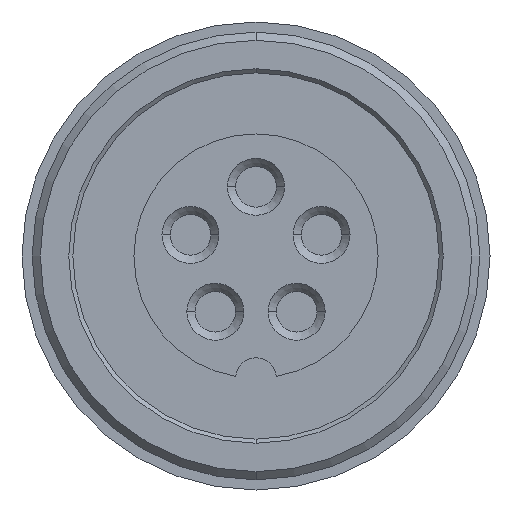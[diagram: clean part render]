
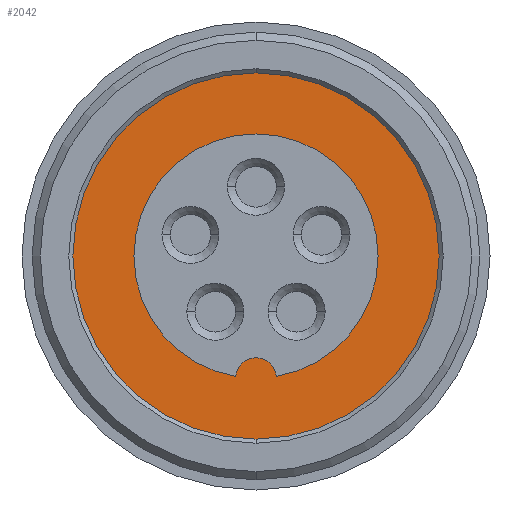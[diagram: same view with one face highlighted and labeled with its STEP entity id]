
A CAD part, front view. The second image highlights one B-rep face of the part: STEP entity #2042.
In plain terms, the highlighted planar face has unit normal (0, -1, 0).
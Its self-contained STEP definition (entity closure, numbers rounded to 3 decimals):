
#278=CARTESIAN_POINT('',(0.,-5.,0.));
#279=DIRECTION('',(0.,-1.,0.));
#280=DIRECTION('',(0.,0.,-1.));
#281=AXIS2_PLACEMENT_3D('',#278,#279,#280);
#286=CARTESIAN_POINT('',(0.,-5.,0.));
#287=DIRECTION('',(0.,-1.,0.));
#288=DIRECTION('',(0.,0.,1.));
#289=AXIS2_PLACEMENT_3D('',#286,#287,#288);
#294=CARTESIAN_POINT('',(0.,-5.,0.));
#295=DIRECTION('',(0.,1.,0.));
#296=DIRECTION('',(-0.166,0.,-0.986));
#297=AXIS2_PLACEMENT_3D('',#294,#295,#296);
#302=CARTESIAN_POINT('',(0.,-5.,-3.));
#303=DIRECTION('',(0.,-1.,0.));
#304=DIRECTION('',(0.997,0.,0.083));
#305=AXIS2_PLACEMENT_3D('',#302,#303,#304);
#310=CARTESIAN_POINT('',(0.,-5.,0.));
#311=DIRECTION('',(0.,1.,0.));
#312=DIRECTION('',(0.,0.,1.));
#313=AXIS2_PLACEMENT_3D('',#310,#311,#312);
#1581=CARTESIAN_POINT('',(0.,-5.,4.5));
#1582=VERTEX_POINT('',#1581);
#1583=CARTESIAN_POINT('',(0.,-5.,-4.5));
#1584=VERTEX_POINT('',#1583);
#1585=CARTESIAN_POINT('',(0.,-5.,3.));
#1587=VERTEX_POINT('',#1585);
#1591=CARTESIAN_POINT('',(0.498,-5.,-2.958));
#1592=VERTEX_POINT('',#1591);
#1721=CARTESIAN_POINT('',(-0.498,-5.,-2.958));
#1722=VERTEX_POINT('',#1721);
#2025=CARTESIAN_POINT('',(0.,-5.,3.75));
#2026=DIRECTION('',(0.,-1.,0.));
#2027=DIRECTION('',(0.,0.,-1.));
#2028=AXIS2_PLACEMENT_3D('',#2025,#2026,#2027);
#2029=PLANE('',#2028);
#2030=ORIENTED_EDGE('',*,*,#2020,.F.);
#2031=ORIENTED_EDGE('',*,*,#2004,.F.);
#2032=EDGE_LOOP('',(#2030,#2031));
#2033=FACE_OUTER_BOUND('',#2032,.F.);
#2035=ORIENTED_EDGE('',*,*,#2034,.F.);
#2037=ORIENTED_EDGE('',*,*,#2036,.F.);
#2039=ORIENTED_EDGE('',*,*,#2038,.F.);
#2040=EDGE_LOOP('',(#2035,#2037,#2039));
#2041=FACE_BOUND('',#2040,.F.);
#2042=ADVANCED_FACE('',(#2033,#2041),#2029,.T.);
#282=CIRCLE('',#281,4.5);
#290=CIRCLE('',#289,4.5);
#298=CIRCLE('',#297,3.);
#306=CIRCLE('',#305,0.5);
#314=CIRCLE('',#313,3.);
#2004=EDGE_CURVE('',#1582,#1584,#290,.T.);
#2020=EDGE_CURVE('',#1584,#1582,#282,.T.);
#2034=EDGE_CURVE('',#1722,#1587,#298,.T.);
#2036=EDGE_CURVE('',#1592,#1722,#306,.T.);
#2038=EDGE_CURVE('',#1587,#1592,#314,.T.);
